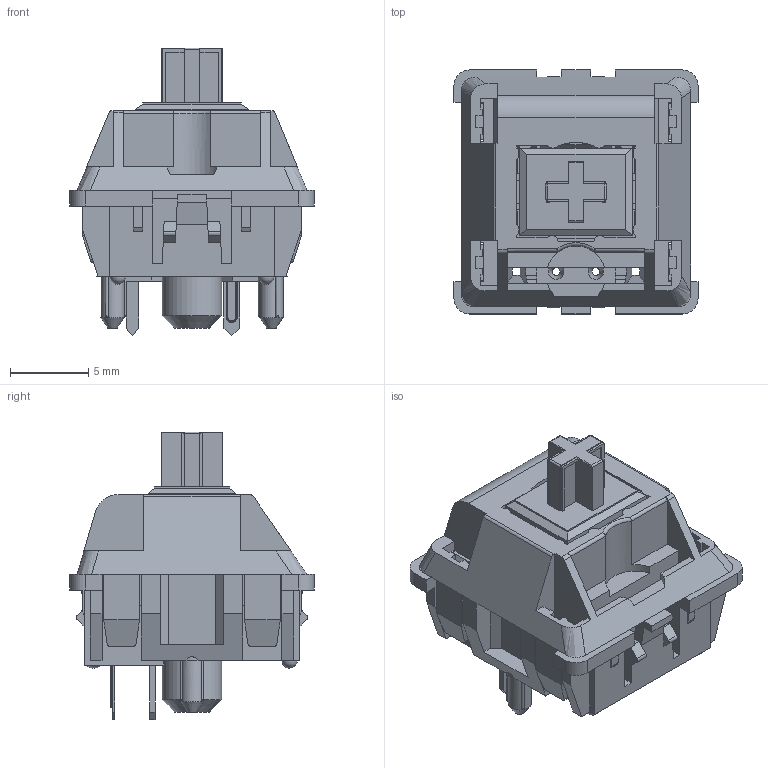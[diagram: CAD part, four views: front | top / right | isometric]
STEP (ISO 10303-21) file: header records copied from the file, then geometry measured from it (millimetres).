
FILE_DESCRIPTION(('FreeCAD Model'),'2;1');
FILE_NAME('Open CASCADE Shape Model','2023-06-26T21:39:17',(''),(''), 'Open CASCADE STEP processor 7.6','FreeCAD','Unknown');
FILE_SCHEMA(('AUTOMOTIVE_DESIGN { 1 0 10303 214 1 1 1 1 }'));
Length unit declared in the file: millimetre
Products named in the file (11): silent_alpaca; bottom; pin1; pin2; shrunken_spring; stem; stem_body; cushion; stem_cushion_l; stem_cushion_r; top
Assembly tree (10 placements, depth 4):
  silent_alpaca
    bottom
    pin1
    pin2
    shrunken_spring
    stem
      stem_body
      cushion
        stem_cushion_l
        stem_cushion_r
    top
Bounding box: 15.6 x 15.6 x 18.4 mm (x, y, z)
Volume: 1101.1 mm3; surface area: 3304.4 mm2
Topology: 8 solids, 8 shells, 926 faces, 2571 edges, 1666 vertices
Faces by surface type: plane 721, cylinder 141, bspline 42, torus 10, cone 7, sphere 4, extrusion 1
Full cylindrical faces by diameter (mm): 1 x2, 1.3 x1, 1.9 x1, 2 x1, 3.8 x1
Entity records: 35141 total; most frequent: CARTESIAN_POINT 11266, ORIENTED_EDGE 5134, DIRECTION 4565, EDGE_CURVE 2567, VECTOR 2129, LINE 2128, VERTEX_POINT 1666, AXIS2_PLACEMENT_3D 1218
